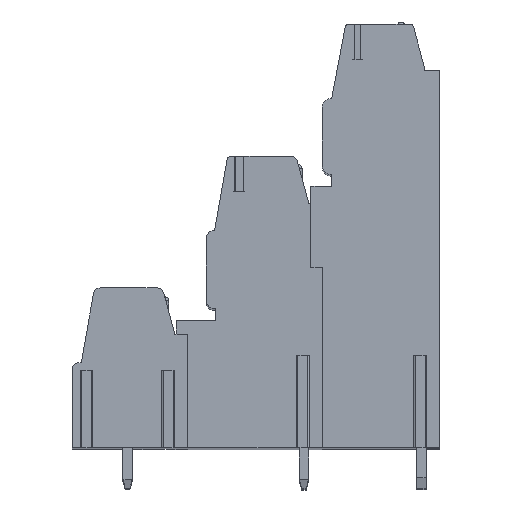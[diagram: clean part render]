
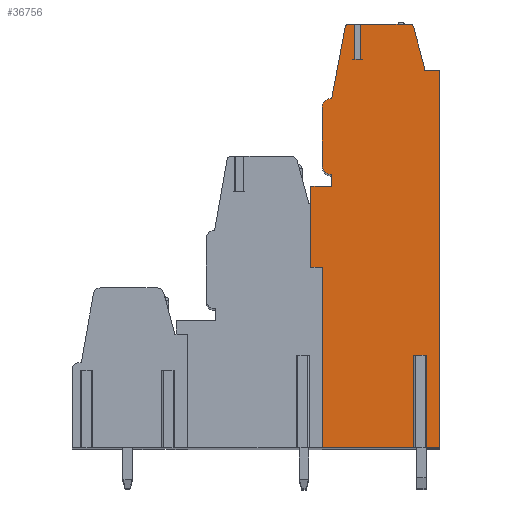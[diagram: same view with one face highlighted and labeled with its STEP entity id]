
A CAD part, top view. The second image highlights one B-rep face of the part: STEP entity #36756.
In plain terms, the highlighted planar face has unit normal (0, 0, 1).
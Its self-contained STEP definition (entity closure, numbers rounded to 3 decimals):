
#13=DIRECTION('',(0.,1.,0.));
#14=VECTOR('',#13,15.6);
#15=CARTESIAN_POINT('',(1.,-19.1,88.9));
#16=LINE('',#15,#14);
#17=DIRECTION('',(1.,0.,0.));
#18=VECTOR('',#17,1.);
#19=CARTESIAN_POINT('',(0.,-3.5,88.9));
#20=LINE('',#19,#18);
#21=DIRECTION('',(-1.,0.,0.));
#22=VECTOR('',#21,1.8);
#23=CARTESIAN_POINT('',(1.8,3.5,88.9));
#24=LINE('',#23,#22);
#25=DIRECTION('',(0.,-1.,0.));
#26=VECTOR('',#25,1.);
#27=CARTESIAN_POINT('',(1.8,4.5,88.9));
#28=LINE('',#27,#26);
#29=CARTESIAN_POINT('',(1.8,5.3,88.9));
#30=DIRECTION('',(0.,0.,1.));
#31=DIRECTION('',(-1.,0.,0.));
#32=AXIS2_PLACEMENT_3D('',#29,#30,#31);
#34=DIRECTION('',(0.,-1.,0.));
#35=VECTOR('',#34,5.);
#36=CARTESIAN_POINT('',(1.,10.3,88.9));
#37=LINE('',#36,#35);
#38=CARTESIAN_POINT('',(1.8,10.3,88.9));
#39=DIRECTION('',(0.,0.,1.));
#40=DIRECTION('',(0.,1.,0.));
#41=AXIS2_PLACEMENT_3D('',#38,#39,#40);
#43=DIRECTION('',(-0.186,-0.983,0.));
#44=VECTOR('',#43,6.265);
#45=CARTESIAN_POINT('',(2.964,17.256,88.9));
#46=LINE('',#45,#44);
#47=CARTESIAN_POINT('',(3.259,17.2,88.9));
#48=DIRECTION('',(0.,0.,1.));
#49=DIRECTION('',(0.,1.,0.));
#50=AXIS2_PLACEMENT_3D('',#47,#48,#49);
#52=DIRECTION('',(-1.,0.,0.));
#53=VECTOR('',#52,0.551);
#54=CARTESIAN_POINT('',(3.81,17.5,88.9));
#55=LINE('',#54,#53);
#56=DIRECTION('',(0.,-1.,0.));
#57=VECTOR('',#56,3.05);
#58=CARTESIAN_POINT('',(3.81,17.5,88.9));
#59=LINE('',#58,#57);
#60=DIRECTION('',(1.,0.,0.));
#61=VECTOR('',#60,0.5);
#62=CARTESIAN_POINT('',(3.81,14.45,88.9));
#63=LINE('',#62,#61);
#64=DIRECTION('',(0.,-1.,0.));
#65=VECTOR('',#64,3.05);
#66=CARTESIAN_POINT('',(4.31,17.5,88.9));
#67=LINE('',#66,#65);
#68=DIRECTION('',(-1.,0.,0.));
#69=VECTOR('',#68,4.27);
#70=CARTESIAN_POINT('',(8.58,17.5,88.9));
#71=LINE('',#70,#69);
#72=CARTESIAN_POINT('',(8.58,17.2,88.9));
#73=DIRECTION('',(0.,0.,1.));
#74=DIRECTION('',(0.965,0.261,0.));
#75=AXIS2_PLACEMENT_3D('',#72,#73,#74);
#77=DIRECTION('',(-0.261,0.965,0.));
#78=VECTOR('',#77,3.539);
#79=CARTESIAN_POINT('',(9.792,13.861,88.9));
#80=LINE('',#79,#78);
#81=DIRECTION('',(-0.035,0.999,0.));
#82=VECTOR('',#81,0.361);
#83=CARTESIAN_POINT('',(9.805,13.5,88.9));
#84=LINE('',#83,#82);
#85=DIRECTION('',(-1.,0.,0.));
#86=VECTOR('',#85,1.355);
#87=CARTESIAN_POINT('',(11.16,13.5,88.9));
#88=LINE('',#87,#86);
#89=DIRECTION('',(0.,1.,0.));
#90=VECTOR('',#89,32.6);
#91=CARTESIAN_POINT('',(11.16,-19.1,88.9));
#92=LINE('',#91,#90);
#93=DIRECTION('',(1.,0.,0.));
#94=VECTOR('',#93,1.39);
#95=CARTESIAN_POINT('',(9.77,-19.1,88.9));
#96=LINE('',#95,#94);
#97=DIRECTION('',(0.,1.,0.));
#98=VECTOR('',#97,8.);
#99=CARTESIAN_POINT('',(9.77,-19.1,88.9));
#100=LINE('',#99,#98);
#101=DIRECTION('',(-1.,0.,0.));
#102=VECTOR('',#101,0.62);
#103=CARTESIAN_POINT('',(9.77,-11.1,88.9));
#104=LINE('',#103,#102);
#105=DIRECTION('',(0.,1.,0.));
#106=VECTOR('',#105,8.);
#107=CARTESIAN_POINT('',(9.15,-19.1,88.9));
#108=LINE('',#107,#106);
#109=DIRECTION('',(1.,0.,0.));
#110=VECTOR('',#109,8.15);
#111=CARTESIAN_POINT('',(1.,-19.1,88.9));
#112=LINE('',#111,#110);
#4176=DIRECTION('',(0.,-1.,0.));
#4177=VECTOR('',#4176,7.);
#4178=CARTESIAN_POINT('',(0.,3.5,88.9));
#4179=LINE('',#4178,#4177);
#28979=CARTESIAN_POINT('',(11.16,-19.1,88.9));
#28980=CARTESIAN_POINT('',(11.16,13.5,88.9));
#28981=VERTEX_POINT('',#28979);
#28982=VERTEX_POINT('',#28980);
#28983=CARTESIAN_POINT('',(9.805,13.5,88.9));
#28984=VERTEX_POINT('',#28983);
#28985=CARTESIAN_POINT('',(9.792,13.861,88.9));
#28986=VERTEX_POINT('',#28985);
#28987=CARTESIAN_POINT('',(8.87,17.278,88.9));
#28988=VERTEX_POINT('',#28987);
#28989=CARTESIAN_POINT('',(8.58,17.5,88.9));
#28990=VERTEX_POINT('',#28989);
#28991=CARTESIAN_POINT('',(3.259,17.5,88.9));
#28992=CARTESIAN_POINT('',(2.964,17.256,88.9));
#28993=VERTEX_POINT('',#28991);
#28994=VERTEX_POINT('',#28992);
#28995=CARTESIAN_POINT('',(1.8,11.1,88.9));
#28996=VERTEX_POINT('',#28995);
#28997=CARTESIAN_POINT('',(1.,10.3,88.9));
#28998=VERTEX_POINT('',#28997);
#28999=CARTESIAN_POINT('',(1.,5.3,88.9));
#29000=VERTEX_POINT('',#28999);
#29001=CARTESIAN_POINT('',(1.8,4.5,88.9));
#29002=VERTEX_POINT('',#29001);
#29003=CARTESIAN_POINT('',(1.8,3.5,88.9));
#29004=VERTEX_POINT('',#29003);
#29005=CARTESIAN_POINT('',(0.,3.5,88.9));
#29006=VERTEX_POINT('',#29005);
#29091=CARTESIAN_POINT('',(9.77,-11.1,88.9));
#29092=CARTESIAN_POINT('',(9.15,-11.1,88.9));
#29093=VERTEX_POINT('',#29091);
#29094=VERTEX_POINT('',#29092);
#29095=CARTESIAN_POINT('',(9.77,-19.1,88.9));
#29096=VERTEX_POINT('',#29095);
#29097=CARTESIAN_POINT('',(9.15,-19.1,88.9));
#29098=VERTEX_POINT('',#29097);
#29099=CARTESIAN_POINT('',(1.,-19.1,88.9));
#29100=VERTEX_POINT('',#29099);
#29137=CARTESIAN_POINT('',(3.81,14.45,88.9));
#29138=CARTESIAN_POINT('',(4.31,14.45,88.9));
#29139=VERTEX_POINT('',#29137);
#29140=VERTEX_POINT('',#29138);
#29141=CARTESIAN_POINT('',(3.81,17.5,88.9));
#29142=VERTEX_POINT('',#29141);
#29147=CARTESIAN_POINT('',(4.31,17.5,88.9));
#29148=VERTEX_POINT('',#29147);
#33859=CARTESIAN_POINT('',(1.,-3.5,88.9));
#33860=VERTEX_POINT('',#33859);
#33861=CARTESIAN_POINT('',(0.,-3.5,88.9));
#33862=VERTEX_POINT('',#33861);
#36699=CARTESIAN_POINT('',(0.,0.,88.9));
#36700=DIRECTION('',(0.,0.,1.));
#36701=DIRECTION('',(1.,0.,0.));
#36702=AXIS2_PLACEMENT_3D('',#36699,#36700,#36701);
#36703=PLANE('',#36702);
#36705=ORIENTED_EDGE('',*,*,#36704,.T.);
#36707=ORIENTED_EDGE('',*,*,#36706,.F.);
#36709=ORIENTED_EDGE('',*,*,#36708,.F.);
#36711=ORIENTED_EDGE('',*,*,#36710,.F.);
#36713=ORIENTED_EDGE('',*,*,#36712,.F.);
#36715=ORIENTED_EDGE('',*,*,#36714,.F.);
#36717=ORIENTED_EDGE('',*,*,#36716,.F.);
#36719=ORIENTED_EDGE('',*,*,#36718,.F.);
#36721=ORIENTED_EDGE('',*,*,#36720,.F.);
#36723=ORIENTED_EDGE('',*,*,#36722,.F.);
#36725=ORIENTED_EDGE('',*,*,#36724,.F.);
#36727=ORIENTED_EDGE('',*,*,#36726,.T.);
#36729=ORIENTED_EDGE('',*,*,#36728,.T.);
#36731=ORIENTED_EDGE('',*,*,#36730,.F.);
#36733=ORIENTED_EDGE('',*,*,#36732,.F.);
#36735=ORIENTED_EDGE('',*,*,#36734,.F.);
#36737=ORIENTED_EDGE('',*,*,#36736,.F.);
#36739=ORIENTED_EDGE('',*,*,#36738,.F.);
#36741=ORIENTED_EDGE('',*,*,#36740,.F.);
#36743=ORIENTED_EDGE('',*,*,#36742,.F.);
#36745=ORIENTED_EDGE('',*,*,#36744,.F.);
#36747=ORIENTED_EDGE('',*,*,#36746,.T.);
#36749=ORIENTED_EDGE('',*,*,#36748,.T.);
#36751=ORIENTED_EDGE('',*,*,#36750,.F.);
#36753=ORIENTED_EDGE('',*,*,#36752,.F.);
#36754=EDGE_LOOP('',(#36705,#36707,#36709,#36711,#36713,#36715,#36717,#36719,
#36721,#36723,#36725,#36727,#36729,#36731,#36733,#36735,#36737,#36739,#36741,
#36743,#36745,#36747,#36749,#36751,#36753));
#36755=FACE_OUTER_BOUND('',#36754,.F.);
#33=CIRCLE('',#32,0.8);
#42=CIRCLE('',#41,0.8);
#51=CIRCLE('',#50,0.3);
#76=CIRCLE('',#75,0.3);
#36704=EDGE_CURVE('',#29100,#33860,#16,.T.);
#36706=EDGE_CURVE('',#33862,#33860,#20,.T.);
#36708=EDGE_CURVE('',#29006,#33862,#4179,.T.);
#36710=EDGE_CURVE('',#29004,#29006,#24,.T.);
#36712=EDGE_CURVE('',#29002,#29004,#28,.T.);
#36714=EDGE_CURVE('',#29000,#29002,#33,.T.);
#36716=EDGE_CURVE('',#28998,#29000,#37,.T.);
#36718=EDGE_CURVE('',#28996,#28998,#42,.T.);
#36720=EDGE_CURVE('',#28994,#28996,#46,.T.);
#36722=EDGE_CURVE('',#28993,#28994,#51,.T.);
#36724=EDGE_CURVE('',#29142,#28993,#55,.T.);
#36726=EDGE_CURVE('',#29142,#29139,#59,.T.);
#36728=EDGE_CURVE('',#29139,#29140,#63,.T.);
#36730=EDGE_CURVE('',#29148,#29140,#67,.T.);
#36732=EDGE_CURVE('',#28990,#29148,#71,.T.);
#36734=EDGE_CURVE('',#28988,#28990,#76,.T.);
#36736=EDGE_CURVE('',#28986,#28988,#80,.T.);
#36738=EDGE_CURVE('',#28984,#28986,#84,.T.);
#36740=EDGE_CURVE('',#28982,#28984,#88,.T.);
#36742=EDGE_CURVE('',#28981,#28982,#92,.T.);
#36744=EDGE_CURVE('',#29096,#28981,#96,.T.);
#36746=EDGE_CURVE('',#29096,#29093,#100,.T.);
#36748=EDGE_CURVE('',#29093,#29094,#104,.T.);
#36750=EDGE_CURVE('',#29098,#29094,#108,.T.);
#36752=EDGE_CURVE('',#29100,#29098,#112,.T.);
#36756=ADVANCED_FACE('',(#36755),#36703,.T.);
